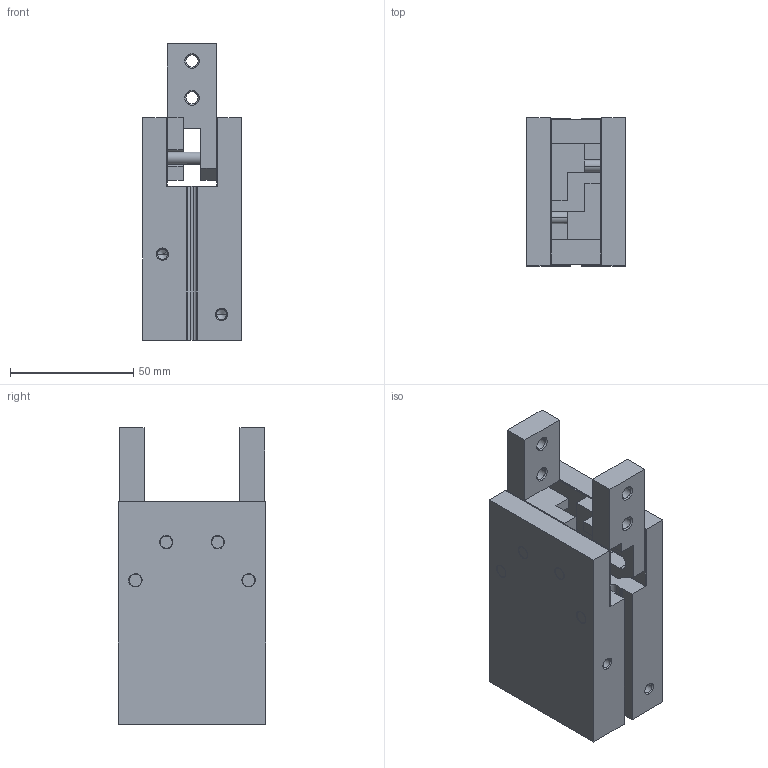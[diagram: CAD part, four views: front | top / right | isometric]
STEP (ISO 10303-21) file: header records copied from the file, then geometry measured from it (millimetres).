
FILE_DESCRIPTION(('CATIA V5 STEP Exchange'),'2;1');
FILE_NAME('GPB_32_T03_1357555_TUENKERS.stp','2020-08-19T11:53:58+00:00',('none'),('none'),'CATIA Version 5 Release 19 SP 9 (IN-10)','CATIA V5 STEP AP214','none');
FILE_SCHEMA(('AUTOMOTIVE_DESIGN { 1 0 10303 214 1 1 1 1 }'));
Length unit declared in the file: millimetre
Products named in the file (1): GPB_32_T03_1357555_TUENKERS
Bounding box: 40 x 60 x 120.5 mm (x, y, z)
Volume: 196210 mm3; surface area: 36989.7 mm2
Topology: 1 solids, 1 shells, 219 faces, 624 edges, 408 vertices
Faces by surface type: plane 87, cylinder 68, cone 64
Entity records: 7803 total; most frequent: CARTESIAN_POINT 2140, ORIENTED_EDGE 1216, DIRECTION 967, EDGE_CURVE 608, VERTEX_POINT 408, AXIS2_PLACEMENT_3D 405, VECTOR 346, LINE 346
